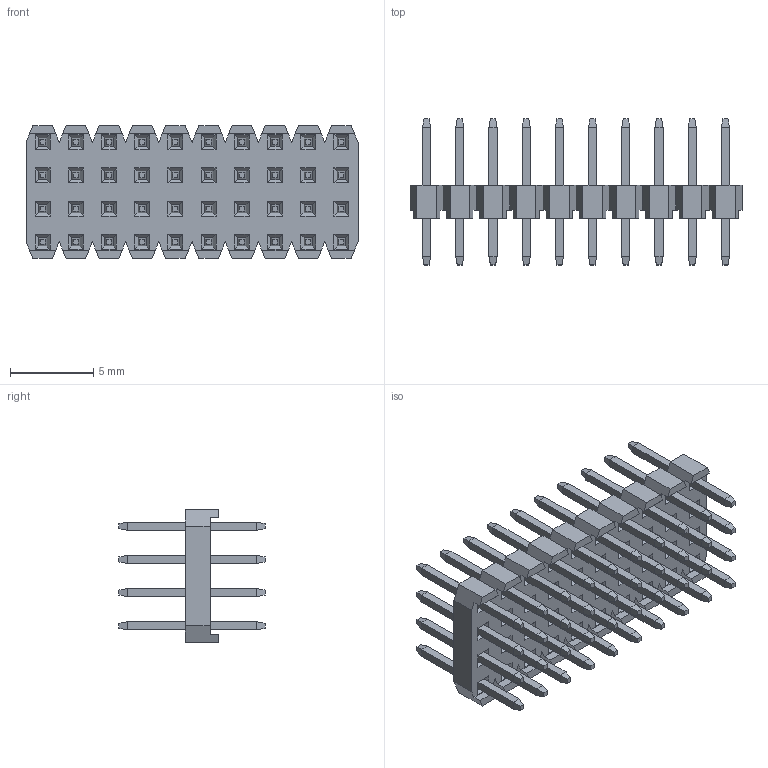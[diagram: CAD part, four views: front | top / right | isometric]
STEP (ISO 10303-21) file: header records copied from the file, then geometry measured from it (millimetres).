
FILE_DESCRIPTION( ('This file contains a STEP AP42 implementation' ,'as created by ZW3D STEP Interface translator.') ,'2;1' );
FILE_NAME( '1220-14XXXXSXXXXXXX.stp' ,'23 323.164044', (''), ('ZWCAD Software Co.'), 'Version 1.0', 'ZW3D to STEP translator', '' );
FILE_SCHEMA(('AUTOMOTIVE_DESIGN { 1 0 10303 214 1 1 1 1 }'));
Length unit declared in the file: millimetre
Products named in the file (2): 0; 1220-1420XXS088XXXX
Bounding box: 20 x 8.8 x 8 mm (x, y, z)
Volume: 302 mm3; surface area: 1249.7 mm2
Topology: 41 solids, 41 shells, 984 faces, 2226 edges, 1324 vertices
Faces by surface type: plane 984
Entity records: 27371 total; most frequent: CARTESIAN_POINT 4535, ORIENTED_EDGE 4452, DIRECTION 4196, VECTOR 2226, LINE 2226, EDGE_CURVE 2226, VERTEX_POINT 1324, EDGE_LOOP 1064
